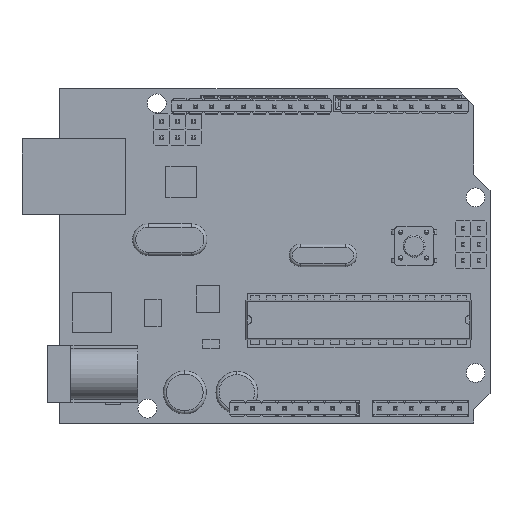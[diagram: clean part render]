
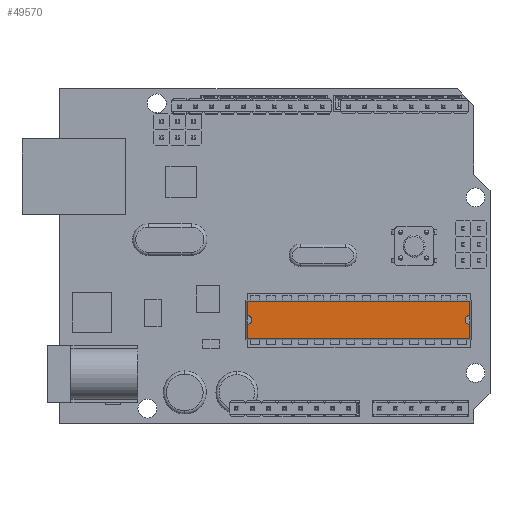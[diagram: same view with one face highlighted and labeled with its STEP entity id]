
A CAD part, top view. The second image highlights one B-rep face of the part: STEP entity #49570.
In plain terms, the highlighted planar face has unit normal (0, 0, 1).
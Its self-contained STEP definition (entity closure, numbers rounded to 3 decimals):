
#44896 = VERTEX_POINT('',#44897);
#44897 = CARTESIAN_POINT('',(-4.673,-6.995,
    -5.528));
#44903 = EDGE_CURVE('',#44904,#44896,#44906,.T.);
#44904 = VERTEX_POINT('',#44905);
#44905 = CARTESIAN_POINT('',(30.863,-6.995,
    -5.528));
#44906 = LINE('',#44907,#44908);
#44907 = CARTESIAN_POINT('',(20.905,-6.995,
    -5.528));
#44908 = VECTOR('',#44909,1.);
#44909 = DIRECTION('',(-1.,0.,0.));
#45494 = VERTEX_POINT('',#45495);
#45495 = CARTESIAN_POINT('',(30.863,-12.94,
    -5.528));
#45501 = EDGE_CURVE('',#45502,#45494,#45504,.T.);
#45502 = VERTEX_POINT('',#45503);
#45503 = CARTESIAN_POINT('',(-4.673,-12.94,
    -5.528));
#45504 = LINE('',#45505,#45506);
#45505 = CARTESIAN_POINT('',(20.905,-12.94,
    -5.528));
#45506 = VECTOR('',#45507,1.);
#45507 = DIRECTION('',(1.,0.,0.));
#49525 = EDGE_CURVE('',#45502,#49526,#49528,.T.);
#49526 = VERTEX_POINT('',#49527);
#49527 = CARTESIAN_POINT('',(-4.673,-10.664,
    -5.528));
#49528 = LINE('',#49529,#49530);
#49529 = CARTESIAN_POINT('',(-4.673,-13.142,-5.528));
#49530 = VECTOR('',#49531,1.);
#49531 = DIRECTION('',(0.,1.,0.));
#49551 = VERTEX_POINT('',#49552);
#49552 = CARTESIAN_POINT('',(-4.673,-9.271,
    -5.528));
#49559 = EDGE_CURVE('',#49551,#44896,#49560,.T.);
#49560 = LINE('',#49561,#49562);
#49561 = CARTESIAN_POINT('',(-4.673,-13.142,-5.528));
#49562 = VECTOR('',#49563,1.);
#49563 = DIRECTION('',(0.,1.,0.));
#49570 = ADVANCED_FACE('',(#49571),#49616,.T.);
#49571 = FACE_BOUND('',#49572,.T.);
#49572 = EDGE_LOOP('',(#49573,#49582,#49589,#49590,#49591,#49599,#49608,
    #49614,#49615));
#49573 = ORIENTED_EDGE('',*,*,#49574,.T.);
#49574 = EDGE_CURVE('',#49551,#49575,#49577,.T.);
#49575 = VERTEX_POINT('',#49576);
#49576 = CARTESIAN_POINT('',(-3.918,-9.967,-5.528));
#49577 = CIRCLE('',#49578,0.699);
#49578 = AXIS2_PLACEMENT_3D('',#49579,#49580,#49581);
#49579 = CARTESIAN_POINT('',(-4.617,-9.967,-5.528));
#49580 = DIRECTION('',(0.,0.,-1.));
#49581 = DIRECTION('',(1.,0.,0.));
#49582 = ORIENTED_EDGE('',*,*,#49583,.T.);
#49583 = EDGE_CURVE('',#49575,#49526,#49584,.T.);
#49584 = CIRCLE('',#49585,0.699);
#49585 = AXIS2_PLACEMENT_3D('',#49586,#49587,#49588);
#49586 = CARTESIAN_POINT('',(-4.617,-9.967,-5.528));
#49587 = DIRECTION('',(0.,0.,-1.));
#49588 = DIRECTION('',(1.,0.,0.));
#49589 = ORIENTED_EDGE('',*,*,#49525,.F.);
#49590 = ORIENTED_EDGE('',*,*,#45501,.T.);
#49591 = ORIENTED_EDGE('',*,*,#49592,.F.);
#49592 = EDGE_CURVE('',#49593,#45494,#49595,.T.);
#49593 = VERTEX_POINT('',#49594);
#49594 = CARTESIAN_POINT('',(30.863,-10.664,
    -5.528));
#49595 = LINE('',#49596,#49597);
#49596 = CARTESIAN_POINT('',(30.863,-13.142,-5.528));
#49597 = VECTOR('',#49598,1.);
#49598 = DIRECTION('',(0.,-1.,0.));
#49599 = ORIENTED_EDGE('',*,*,#49600,.T.);
#49600 = EDGE_CURVE('',#49593,#49601,#49603,.T.);
#49601 = VERTEX_POINT('',#49602);
#49602 = CARTESIAN_POINT('',(30.863,-9.271,
    -5.528));
#49603 = CIRCLE('',#49604,0.699);
#49604 = AXIS2_PLACEMENT_3D('',#49605,#49606,#49607);
#49605 = CARTESIAN_POINT('',(30.807,-9.967,-5.528));
#49606 = DIRECTION('',(0.,0.,-1.));
#49607 = DIRECTION('',(1.,0.,0.));
#49608 = ORIENTED_EDGE('',*,*,#49609,.F.);
#49609 = EDGE_CURVE('',#44904,#49601,#49610,.T.);
#49610 = LINE('',#49611,#49612);
#49611 = CARTESIAN_POINT('',(30.863,-13.142,-5.528));
#49612 = VECTOR('',#49613,1.);
#49613 = DIRECTION('',(0.,-1.,0.));
#49614 = ORIENTED_EDGE('',*,*,#44903,.T.);
#49615 = ORIENTED_EDGE('',*,*,#49559,.F.);
#49616 = PLANE('',#49617);
#49617 = AXIS2_PLACEMENT_3D('',#49618,#49619,#49620);
#49618 = CARTESIAN_POINT('',(20.905,-13.142,-5.528));
#49619 = DIRECTION('',(0.,0.,1.));
#49620 = DIRECTION('',(1.,0.,0.));
